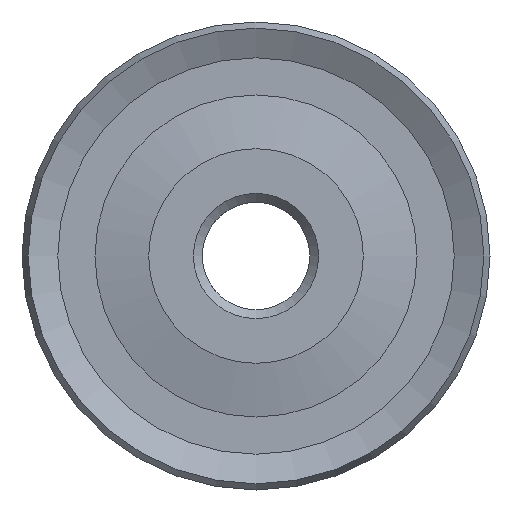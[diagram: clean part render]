
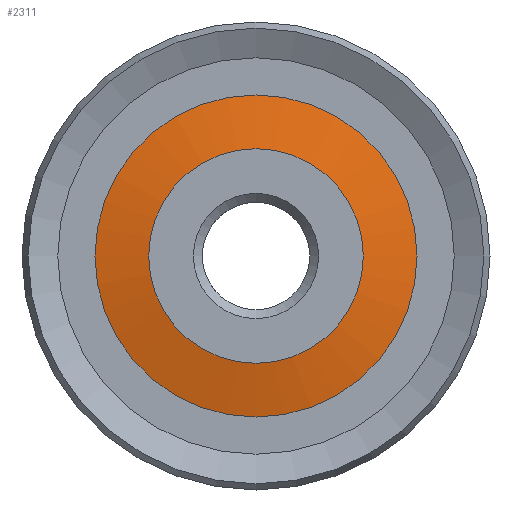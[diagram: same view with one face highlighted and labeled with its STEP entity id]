
A CAD part, left-side view. The second image highlights one B-rep face of the part: STEP entity #2311.
In plain terms, the highlighted conical face has half-angle 78.372 degrees and reference radius 9 mm.
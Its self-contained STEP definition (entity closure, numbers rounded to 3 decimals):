
#2153 = PLANE('',#2154);
#2154 = AXIS2_PLACEMENT_3D('',#2155,#2156,#2157);
#2155 = CARTESIAN_POINT('',(-7.,0.,0.));
#2156 = DIRECTION('',(1.,0.,0.));
#2157 = DIRECTION('',(0.,0.,1.));
#2228 = EDGE_CURVE('',#2229,#2229,#2231,.T.);
#2229 = VERTEX_POINT('',#2230);
#2230 = CARTESIAN_POINT('',(-7.,0.,6.));
#2231 = SURFACE_CURVE('',#2232,(#2237,#2244),.PCURVE_S1.);
#2232 = CIRCLE('',#2233,6.);
#2233 = AXIS2_PLACEMENT_3D('',#2234,#2235,#2236);
#2234 = CARTESIAN_POINT('',(-7.,0.,0.));
#2235 = DIRECTION('',(1.,0.,0.));
#2236 = DIRECTION('',(0.,0.,1.));
#2237 = PCURVE('',#2153,#2238);
#2238 = DEFINITIONAL_REPRESENTATION('',(#2239),#2243);
#2239 = CIRCLE('',#2240,6.);
#2240 = AXIS2_PLACEMENT_2D('',#2241,#2242);
#2241 = CARTESIAN_POINT('',(0.,0.));
#2242 = DIRECTION('',(1.,0.));
#2243 = ( GEOMETRIC_REPRESENTATION_CONTEXT(2) 
PARAMETRIC_REPRESENTATION_CONTEXT() REPRESENTATION_CONTEXT('2D SPACE',''
  ) );
#2244 = PCURVE('',#2245,#2250);
#2245 = CONICAL_SURFACE('',#2246,9.,1.368);
#2246 = AXIS2_PLACEMENT_3D('',#2247,#2248,#2249);
#2247 = CARTESIAN_POINT('',(-6.383,0.,0.));
#2248 = DIRECTION('',(1.,0.,0.));
#2249 = DIRECTION('',(0.,0.,1.));
#2250 = DEFINITIONAL_REPRESENTATION('',(#2251),#2255);
#2251 = LINE('',#2252,#2253);
#2252 = CARTESIAN_POINT('',(0.,-0.617));
#2253 = VECTOR('',#2254,1.);
#2254 = DIRECTION('',(1.,-0.));
#2255 = ( GEOMETRIC_REPRESENTATION_CONTEXT(2) 
PARAMETRIC_REPRESENTATION_CONTEXT() REPRESENTATION_CONTEXT('2D SPACE',''
  ) );
#2311 = ADVANCED_FACE('',(#2312),#2245,.T.);
#2312 = FACE_BOUND('',#2313,.F.);
#2313 = EDGE_LOOP('',(#2314,#2343,#2364,#2365));
#2314 = ORIENTED_EDGE('',*,*,#2315,.T.);
#2315 = EDGE_CURVE('',#2316,#2316,#2318,.T.);
#2316 = VERTEX_POINT('',#2317);
#2317 = CARTESIAN_POINT('',(-6.383,0.,9.));
#2318 = SURFACE_CURVE('',#2319,(#2324,#2331),.PCURVE_S1.);
#2319 = CIRCLE('',#2320,9.);
#2320 = AXIS2_PLACEMENT_3D('',#2321,#2322,#2323);
#2321 = CARTESIAN_POINT('',(-6.383,0.,0.));
#2322 = DIRECTION('',(1.,0.,0.));
#2323 = DIRECTION('',(0.,0.,1.));
#2324 = PCURVE('',#2245,#2325);
#2325 = DEFINITIONAL_REPRESENTATION('',(#2326),#2330);
#2326 = LINE('',#2327,#2328);
#2327 = CARTESIAN_POINT('',(0.,-0.));
#2328 = VECTOR('',#2329,1.);
#2329 = DIRECTION('',(1.,-0.));
#2330 = ( GEOMETRIC_REPRESENTATION_CONTEXT(2) 
PARAMETRIC_REPRESENTATION_CONTEXT() REPRESENTATION_CONTEXT('2D SPACE',''
  ) );
#2331 = PCURVE('',#2332,#2337);
#2332 = CYLINDRICAL_SURFACE('',#2333,9.);
#2333 = AXIS2_PLACEMENT_3D('',#2334,#2335,#2336);
#2334 = CARTESIAN_POINT('',(-6.183,0.,0.));
#2335 = DIRECTION('',(-1.,0.,0.));
#2336 = DIRECTION('',(0.,0.,1.));
#2337 = DEFINITIONAL_REPRESENTATION('',(#2338),#2342);
#2338 = LINE('',#2339,#2340);
#2339 = CARTESIAN_POINT('',(-0.,0.2));
#2340 = VECTOR('',#2341,1.);
#2341 = DIRECTION('',(-1.,0.));
#2342 = ( GEOMETRIC_REPRESENTATION_CONTEXT(2) 
PARAMETRIC_REPRESENTATION_CONTEXT() REPRESENTATION_CONTEXT('2D SPACE',''
  ) );
#2343 = ORIENTED_EDGE('',*,*,#2344,.T.);
#2344 = EDGE_CURVE('',#2316,#2229,#2345,.T.);
#2345 = SEAM_CURVE('',#2346,(#2350,#2357),.PCURVE_S1.);
#2346 = LINE('',#2347,#2348);
#2347 = CARTESIAN_POINT('',(-6.383,0.,9.));
#2348 = VECTOR('',#2349,1.);
#2349 = DIRECTION('',(-0.202,0.,-0.979));
#2350 = PCURVE('',#2245,#2351);
#2351 = DEFINITIONAL_REPRESENTATION('',(#2352),#2356);
#2352 = LINE('',#2353,#2354);
#2353 = CARTESIAN_POINT('',(6.283,-0.));
#2354 = VECTOR('',#2355,1.);
#2355 = DIRECTION('',(0.,-1.));
#2356 = ( GEOMETRIC_REPRESENTATION_CONTEXT(2) 
PARAMETRIC_REPRESENTATION_CONTEXT() REPRESENTATION_CONTEXT('2D SPACE',''
  ) );
#2357 = PCURVE('',#2245,#2358);
#2358 = DEFINITIONAL_REPRESENTATION('',(#2359),#2363);
#2359 = LINE('',#2360,#2361);
#2360 = CARTESIAN_POINT('',(0.,-0.));
#2361 = VECTOR('',#2362,1.);
#2362 = DIRECTION('',(0.,-1.));
#2363 = ( GEOMETRIC_REPRESENTATION_CONTEXT(2) 
PARAMETRIC_REPRESENTATION_CONTEXT() REPRESENTATION_CONTEXT('2D SPACE',''
  ) );
#2364 = ORIENTED_EDGE('',*,*,#2228,.F.);
#2365 = ORIENTED_EDGE('',*,*,#2344,.F.);
